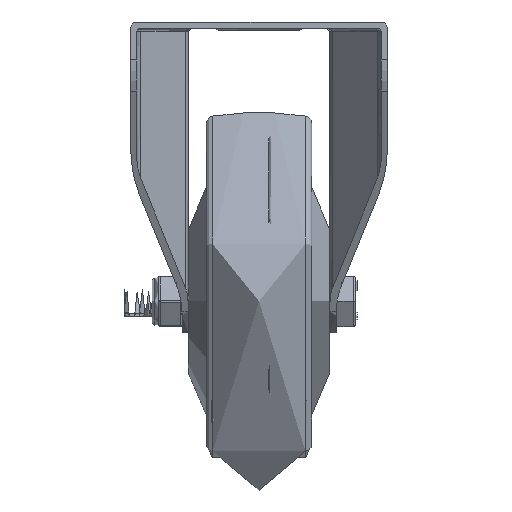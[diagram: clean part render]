
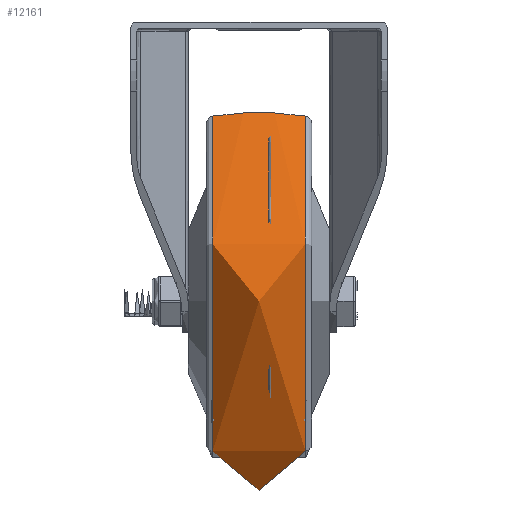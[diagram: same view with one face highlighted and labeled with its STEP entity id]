
A CAD part, left-side view. The second image highlights one B-rep face of the part: STEP entity #12161.
In plain terms, the highlighted free-form (B-spline) face has degree [2, 2] with [3, 9] control points.
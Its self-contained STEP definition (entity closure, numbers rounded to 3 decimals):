
#37=(
BOUNDED_SURFACE()
B_SPLINE_SURFACE(2,2,((#17665,#17666,#17667,#17668,#17669,#17670,#17671,
#17672,#17673),(#17674,#17675,#17676,#17677,#17678,#17679,#17680,#17681,
#17682),(#17683,#17684,#17685,#17686,#17687,#17688,#17689,#17690,#17691)),
 .UNSPECIFIED.,.F.,.T.,.F.)
B_SPLINE_SURFACE_WITH_KNOTS((3,3),(3,2,2,2,3),(-0.15,0.15),
(-3.142,-1.571,0.,1.571,3.142),
 .UNSPECIFIED.)
GEOMETRIC_REPRESENTATION_ITEM()
RATIONAL_B_SPLINE_SURFACE(((1.,0.707,1.,0.707,1.,
0.707,1.,0.707,1.),(0.989,0.699,
0.989,0.699,0.989,0.699,
0.989,0.699,0.989),(1.,0.707,
1.,0.707,1.,0.707,1.,0.707,1.)))
REPRESENTATION_ITEM('')
SURFACE()
);
#944=FACE_OUTER_BOUND('',#1682,.T.);
#1682=EDGE_LOOP('',(#8956,#8957,#8958,#8959));
#4926=CIRCLE('',#13107,61.344);
#4927=CIRCLE('',#13108,102.833);
#4928=CIRCLE('',#13109,61.344);
#5345=VERTEX_POINT('',#17692);
#5346=VERTEX_POINT('',#17694);
#6697=EDGE_CURVE('',#5345,#5345,#4926,.T.);
#6698=EDGE_CURVE('',#5345,#5346,#4927,.T.);
#6699=EDGE_CURVE('',#5346,#5346,#4928,.T.);
#8956=ORIENTED_EDGE('',*,*,#6697,.F.);
#8957=ORIENTED_EDGE('',*,*,#6698,.T.);
#8958=ORIENTED_EDGE('',*,*,#6699,.F.);
#8959=ORIENTED_EDGE('',*,*,#6698,.F.);
#12161=ADVANCED_FACE('',(#944),#37,.F.);
#13107=AXIS2_PLACEMENT_3D('',#17693,#14431,#14432);
#13108=AXIS2_PLACEMENT_3D('',#17695,#14433,#14434);
#13109=AXIS2_PLACEMENT_3D('',#17696,#14435,#14436);
#14431=DIRECTION('center_axis',(0.,1.,0.));
#14432=DIRECTION('ref_axis',(1.,0.,0.));
#14433=DIRECTION('center_axis',(1.,0.,0.));
#14434=DIRECTION('ref_axis',(0.,0.,
1.));
#14435=DIRECTION('center_axis',(0.,-1.,0.));
#14436=DIRECTION('ref_axis',(1.,0.,0.));
#17665=CARTESIAN_POINT('Ctrl Pts',(0.,-15.374,
61.344));
#17666=CARTESIAN_POINT('Ctrl Pts',(61.344,-15.374,61.344));
#17667=CARTESIAN_POINT('Ctrl Pts',(61.344,-15.374,0.));
#17668=CARTESIAN_POINT('Ctrl Pts',(61.344,-15.374,-61.344));
#17669=CARTESIAN_POINT('Ctrl Pts',(0.,-15.374,
-61.344));
#17670=CARTESIAN_POINT('Ctrl Pts',(-61.344,-15.374,
-61.344));
#17671=CARTESIAN_POINT('Ctrl Pts',(-61.344,-15.374,
0.));
#17672=CARTESIAN_POINT('Ctrl Pts',(-61.344,-15.374,
61.344));
#17673=CARTESIAN_POINT('Ctrl Pts',(0.,-15.374,
61.344));
#17674=CARTESIAN_POINT('Ctrl Pts',(0.,0.,
63.669));
#17675=CARTESIAN_POINT('Ctrl Pts',(63.669,0.,
63.669));
#17676=CARTESIAN_POINT('Ctrl Pts',(63.669,0.,
0.));
#17677=CARTESIAN_POINT('Ctrl Pts',(63.669,0.,
-63.669));
#17678=CARTESIAN_POINT('Ctrl Pts',(0.,0.,
-63.669));
#17679=CARTESIAN_POINT('Ctrl Pts',(-63.669,0.,
-63.669));
#17680=CARTESIAN_POINT('Ctrl Pts',(-63.669,0.,
0.));
#17681=CARTESIAN_POINT('Ctrl Pts',(-63.669,0.,
63.669));
#17682=CARTESIAN_POINT('Ctrl Pts',(0.,0.,
63.669));
#17683=CARTESIAN_POINT('Ctrl Pts',(0.,15.374,
61.344));
#17684=CARTESIAN_POINT('Ctrl Pts',(61.344,15.374,61.344));
#17685=CARTESIAN_POINT('Ctrl Pts',(61.344,15.374,0.));
#17686=CARTESIAN_POINT('Ctrl Pts',(61.344,15.374,-61.344));
#17687=CARTESIAN_POINT('Ctrl Pts',(0.,15.374,
-61.344));
#17688=CARTESIAN_POINT('Ctrl Pts',(-61.344,15.374,-61.344));
#17689=CARTESIAN_POINT('Ctrl Pts',(-61.344,15.374,0.));
#17690=CARTESIAN_POINT('Ctrl Pts',(-61.344,15.374,61.344));
#17691=CARTESIAN_POINT('Ctrl Pts',(0.,15.374,
61.344));
#17692=CARTESIAN_POINT('',(0.,15.374,61.344));
#17693=CARTESIAN_POINT('Origin',(0.,15.374,
0.));
#17694=CARTESIAN_POINT('',(0.,-15.374,61.344));
#17695=CARTESIAN_POINT('Origin',(0.,0.,
-40.333));
#17696=CARTESIAN_POINT('Origin',(0.,-15.374,
0.));
